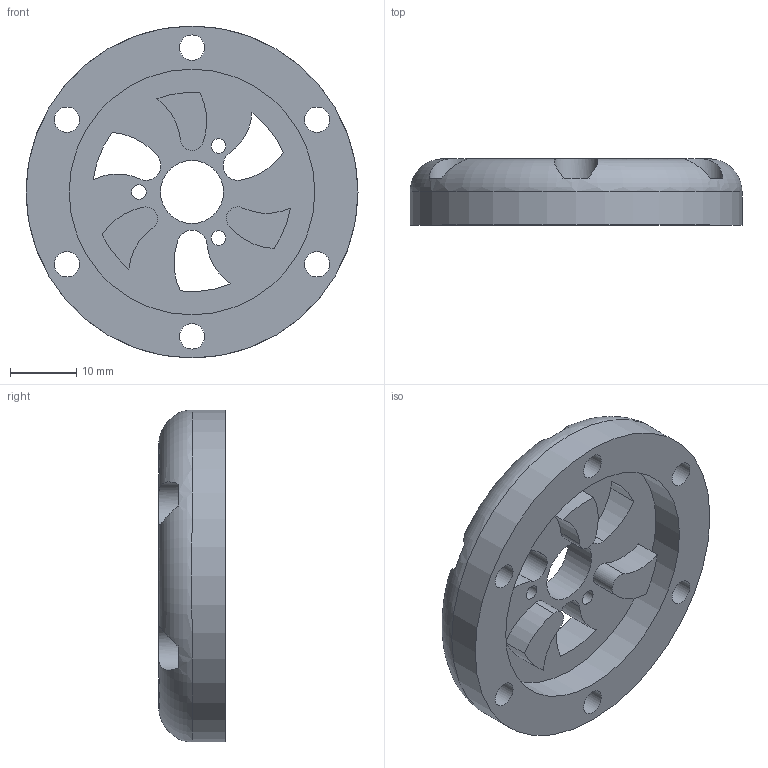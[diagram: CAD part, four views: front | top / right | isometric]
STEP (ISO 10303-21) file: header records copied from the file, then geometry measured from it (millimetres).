
FILE_DESCRIPTION(/* description */ (''),/* implementation_level */ '2;1');
FILE_NAME(/* name */ 'WhirlWax_MotorHold_TPU.step',/* time_stamp */ '2023-05-29T20:01:12-04:00',/* author */ (''),/* organization */ (''),/* preprocessor_version */ 'ST-DEVELOPER v19.2',/* originating_system */ 'Autodesk Translation Framework v12.4.0.73',/* authorisation */ '');
FILE_SCHEMA (('AUTOMOTIVE_DESIGN { 1 0 10303 214 3 1 1 }'));
Length unit declared in the file: millimetre
Products named in the file (1): Flash Hobby 3536
Bounding box: 50 x 10 x 50 mm (x, y, z)
Volume: 11818.5 mm3; surface area: 6842.2 mm2
Topology: 1 solids, 1 shells, 55 faces, 147 edges, 98 vertices
Faces by surface type: cylinder 42, plane 12, torus 1
Full cylindrical faces by diameter (mm): 2.213 x3, 3.81 x6, 9.5 x1, 37 x1, 50 x1
Entity records: 1991 total; most frequent: CARTESIAN_POINT 437, DIRECTION 346, ORIENTED_EDGE 294, AXIS2_PLACEMENT_3D 155, EDGE_CURVE 147, CIRCLE 99, VERTEX_POINT 98, EDGE_LOOP 85
